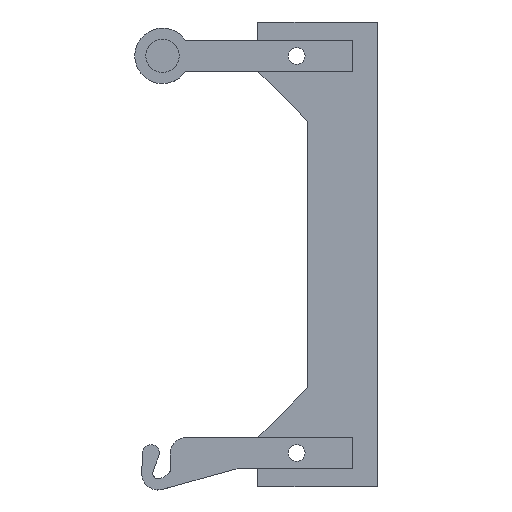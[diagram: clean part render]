
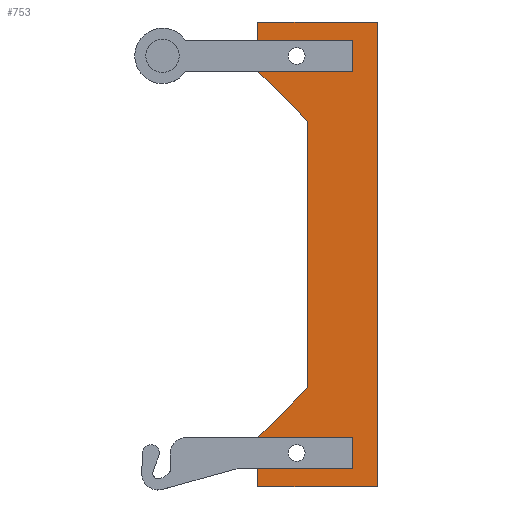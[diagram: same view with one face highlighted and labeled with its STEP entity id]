
A CAD part, top view. The second image highlights one B-rep face of the part: STEP entity #753.
In plain terms, the highlighted planar face has unit normal (0, 0, 1).
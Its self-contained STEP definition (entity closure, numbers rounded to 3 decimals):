
#227 = VERTEX_POINT('',#228);
#228 = CARTESIAN_POINT('',(34.5,77.6,1.6));
#234 = EDGE_CURVE('',#227,#235,#237,.T.);
#235 = VERTEX_POINT('',#236);
#236 = CARTESIAN_POINT('',(13.,77.6,1.6));
#237 = LINE('',#238,#239);
#238 = CARTESIAN_POINT('',(34.5,77.6,1.6));
#239 = VECTOR('',#240,1.);
#240 = DIRECTION('',(-1.,0.,0.));
#258 = EDGE_CURVE('',#235,#259,#261,.T.);
#259 = VERTEX_POINT('',#260);
#260 = CARTESIAN_POINT('',(13.,74.25,1.6));
#261 = LINE('',#262,#263);
#262 = CARTESIAN_POINT('',(13.,77.6,1.6));
#263 = VECTOR('',#264,1.);
#264 = DIRECTION('',(0.,-1.,0.));
#281 = EDGE_CURVE('',#259,#282,#284,.T.);
#282 = VERTEX_POINT('',#283);
#283 = CARTESIAN_POINT('',(30.,74.25,1.6));
#284 = LINE('',#285,#286);
#285 = CARTESIAN_POINT('',(25.768,74.25,1.6));
#286 = VECTOR('',#287,1.);
#287 = DIRECTION('',(1.,0.,0.));
#346 = EDGE_CURVE('',#347,#349,#351,.T.);
#347 = VERTEX_POINT('',#348);
#348 = CARTESIAN_POINT('',(30.,68.75,1.6));
#349 = VERTEX_POINT('',#350);
#350 = CARTESIAN_POINT('',(13.,68.75,1.6));
#351 = LINE('',#352,#353);
#352 = CARTESIAN_POINT('',(10.768,68.75,1.6));
#353 = VECTOR('',#354,1.);
#354 = DIRECTION('',(-1.,0.,0.));
#387 = EDGE_CURVE('',#349,#388,#390,.T.);
#388 = VERTEX_POINT('',#389);
#389 = CARTESIAN_POINT('',(22.,59.75,1.6));
#390 = LINE('',#391,#392);
#391 = CARTESIAN_POINT('',(13.,68.75,1.6));
#392 = VECTOR('',#393,1.);
#393 = DIRECTION('',(0.707,-0.707,0.));
#411 = EDGE_CURVE('',#388,#412,#414,.T.);
#412 = VERTEX_POINT('',#413);
#413 = CARTESIAN_POINT('',(22.,11.75,1.6));
#414 = LINE('',#415,#416);
#415 = CARTESIAN_POINT('',(22.,59.75,1.6));
#416 = VECTOR('',#417,1.);
#417 = DIRECTION('',(0.,-1.,0.));
#435 = EDGE_CURVE('',#412,#436,#438,.T.);
#436 = VERTEX_POINT('',#437);
#437 = CARTESIAN_POINT('',(13.,2.75,1.6));
#438 = LINE('',#439,#440);
#439 = CARTESIAN_POINT('',(22.,11.75,1.6));
#440 = VECTOR('',#441,1.);
#441 = DIRECTION('',(-0.707,-0.707,0.));
#458 = EDGE_CURVE('',#436,#459,#461,.T.);
#459 = VERTEX_POINT('',#460);
#460 = CARTESIAN_POINT('',(30.,2.75,1.6));
#461 = LINE('',#462,#463);
#462 = CARTESIAN_POINT('',(25.768,2.75,1.6));
#463 = VECTOR('',#464,1.);
#464 = DIRECTION('',(1.,0.,0.));
#603 = EDGE_CURVE('',#604,#606,#608,.T.);
#604 = VERTEX_POINT('',#605);
#605 = CARTESIAN_POINT('',(13.,-2.75,1.6));
#606 = VERTEX_POINT('',#607);
#607 = CARTESIAN_POINT('',(30.,-2.75,1.6));
#608 = LINE('',#609,#610);
#609 = CARTESIAN_POINT('',(25.768,-2.75,1.6));
#610 = VECTOR('',#611,1.);
#611 = DIRECTION('',(1.,0.,0.));
#644 = VERTEX_POINT('',#645);
#645 = CARTESIAN_POINT('',(13.,-6.1,1.6));
#651 = EDGE_CURVE('',#644,#604,#652,.T.);
#652 = LINE('',#653,#654);
#653 = CARTESIAN_POINT('',(13.,-6.1,1.6));
#654 = VECTOR('',#655,1.);
#655 = DIRECTION('',(0.,1.,0.));
#668 = VERTEX_POINT('',#669);
#669 = CARTESIAN_POINT('',(34.5,-6.1,1.6));
#675 = EDGE_CURVE('',#668,#644,#676,.T.);
#676 = LINE('',#677,#678);
#677 = CARTESIAN_POINT('',(34.5,-6.1,1.6));
#678 = VECTOR('',#679,1.);
#679 = DIRECTION('',(-1.,0.,0.));
#692 = EDGE_CURVE('',#227,#668,#693,.T.);
#693 = LINE('',#694,#695);
#694 = CARTESIAN_POINT('',(34.5,77.6,1.6));
#695 = VECTOR('',#696,1.);
#696 = DIRECTION('',(0.,-1.,0.));
#753 = ADVANCED_FACE('',(#754),#780,.T.);
#754 = FACE_BOUND('',#755,.T.);
#755 = EDGE_LOOP('',(#756,#757,#758,#759,#760,#766,#767,#768,#769,#770,
    #771,#777,#778,#779));
#756 = ORIENTED_EDGE('',*,*,#692,.F.);
#757 = ORIENTED_EDGE('',*,*,#234,.T.);
#758 = ORIENTED_EDGE('',*,*,#258,.T.);
#759 = ORIENTED_EDGE('',*,*,#281,.T.);
#760 = ORIENTED_EDGE('',*,*,#761,.T.);
#761 = EDGE_CURVE('',#282,#347,#762,.T.);
#762 = LINE('',#763,#764);
#763 = CARTESIAN_POINT('',(30.,52.25,1.6));
#764 = VECTOR('',#765,1.);
#765 = DIRECTION('',(0.,-1.,0.));
#766 = ORIENTED_EDGE('',*,*,#346,.T.);
#767 = ORIENTED_EDGE('',*,*,#387,.T.);
#768 = ORIENTED_EDGE('',*,*,#411,.T.);
#769 = ORIENTED_EDGE('',*,*,#435,.T.);
#770 = ORIENTED_EDGE('',*,*,#458,.T.);
#771 = ORIENTED_EDGE('',*,*,#772,.T.);
#772 = EDGE_CURVE('',#459,#606,#773,.T.);
#773 = LINE('',#774,#775);
#774 = CARTESIAN_POINT('',(30.,16.5,1.6));
#775 = VECTOR('',#776,1.);
#776 = DIRECTION('',(0.,-1.,0.));
#777 = ORIENTED_EDGE('',*,*,#603,.F.);
#778 = ORIENTED_EDGE('',*,*,#651,.F.);
#779 = ORIENTED_EDGE('',*,*,#675,.F.);
#780 = PLANE('',#781);
#781 = AXIS2_PLACEMENT_3D('',#782,#783,#784);
#782 = CARTESIAN_POINT('',(21.536,35.75,1.6));
#783 = DIRECTION('',(0.,0.,1.));
#784 = DIRECTION('',(1.,0.,0.));
